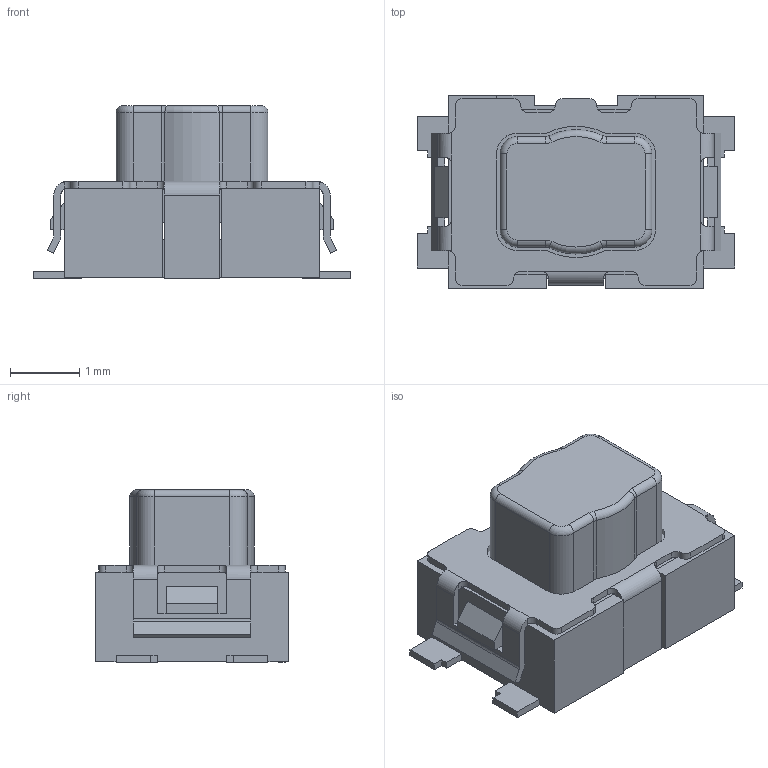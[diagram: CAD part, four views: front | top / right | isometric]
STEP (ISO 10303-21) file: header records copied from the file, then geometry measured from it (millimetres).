
FILE_DESCRIPTION(/* description */ (''),/* implementation_level */ '2;1');
FILE_NAME(/* name */ 'TL6330BFxxxQ.stp',/* time_stamp */ '2022-07-08T13:37:22-05:00',/* author */ ('mwilliams'),/* organization */ (''),/* preprocessor_version */ 'ST-DEVELOPER v18',/* originating_system */ 'Autodesk Inventor 2020',/* authorisation */ '');
FILE_SCHEMA (('AUTOMOTIVE_DESIGN { 1 0 10303 214 3 1 1 }'));
Length unit declared in the file: inch
Products named in the file (1): 100122049_Shrinkwrap_1
Bounding box: 4.6 x 2.8 x 2.5 mm (x, y, z)
Volume: 16 mm3; surface area: 76.5 mm2
Topology: 1 solids, 1 shells, 241 faces, 668 edges, 428 vertices
Faces by surface type: plane 160, cylinder 71, torus 10
Full cylindrical faces by diameter (mm): 0.9 x1
Entity records: 7771 total; most frequent: CARTESIAN_POINT 1454, ORIENTED_EDGE 1336, DIRECTION 1290, EDGE_CURVE 668, LINE 498, VECTOR 498, VERTEX_POINT 428, AXIS2_PLACEMENT_3D 396
